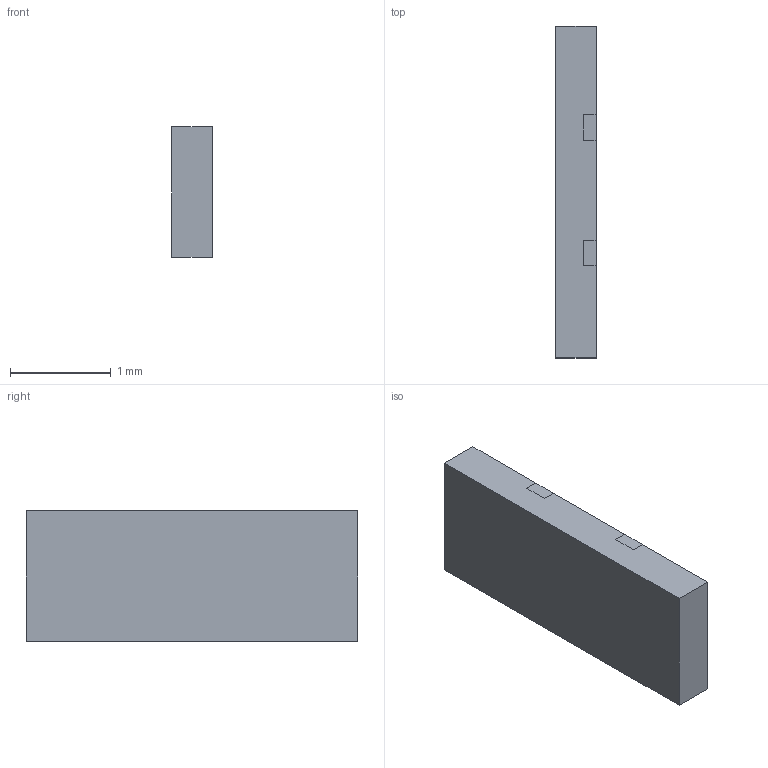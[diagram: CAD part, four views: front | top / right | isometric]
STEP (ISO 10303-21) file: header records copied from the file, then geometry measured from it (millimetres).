
FILE_DESCRIPTION(/* description */ ('Unknown'),/* implementation_level */ '2;1');
FILE_NAME(/* name */ 'DFN3313-8_STP',/* time_stamp */ '2020-10-15T15:24:44+08:00',/* author */ ('Unknown'),/* organization */ ('Unknown'),/* preprocessor_version */ 'ST-DEVELOPER v16.7',/* originating_system */ 'DEX',/* authorisation */ $);
FILE_SCHEMA (('AUTOMOTIVE_DESIGN {1 0 10303 214 3 1 1}'));
Length unit declared in the file: millimetre
Products named in the file (3): DFN3313-8; EMC; LDF
Assembly tree (2 placements, depth 2):
  DFN3313-8
    EMC
    LDF
Bounding box: 0.4 x 3.3 x 1.3 mm (x, y, z)
Volume: 1.7 mm3; surface area: 22.4 mm2
Topology: 8 solids, 8 shells, 202 faces, 564 edges, 376 vertices
Faces by surface type: plane 170, cylinder 32
Entity records: 7216 total; most frequent: CARTESIAN_POINT 1145, ORIENTED_EDGE 1128, DIRECTION 1038, EDGE_CURVE 564, LINE 500, VECTOR 500, VERTEX_POINT 376, AXIS2_PLACEMENT_3D 269
